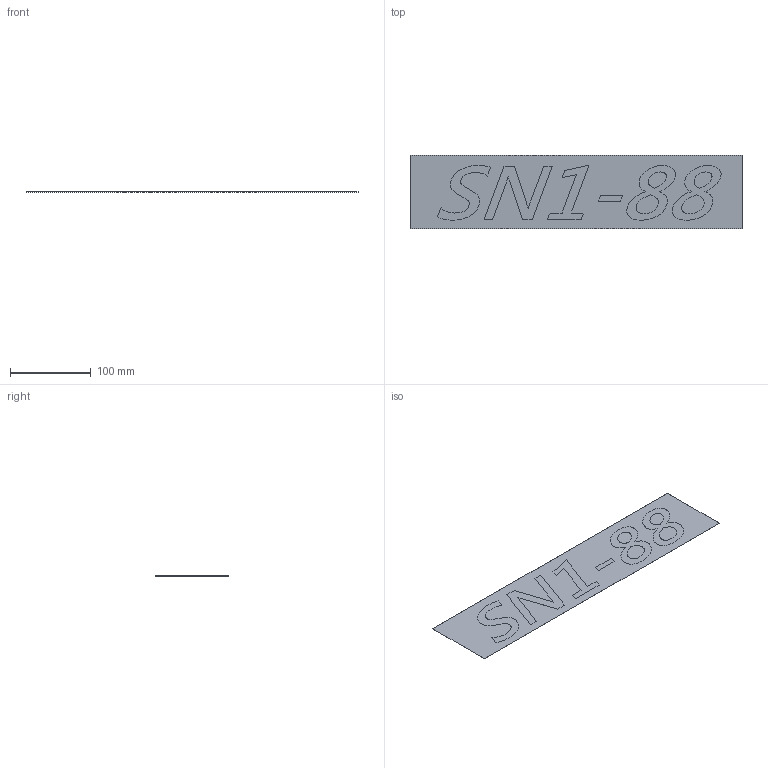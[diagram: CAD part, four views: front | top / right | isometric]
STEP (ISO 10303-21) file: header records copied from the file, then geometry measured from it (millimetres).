
FILE_DESCRIPTION (( 'STEP AP203' ), '1' );
FILE_NAME ('392N41S01-型式貼紙.STEP', '2023-10-02T08:48:20', ( '' ), ( '' ), 'SwSTEP 2.0', 'SolidWorks 2018', '' );
FILE_SCHEMA (( 'CONFIG_CONTROL_DESIGN' ));
Length unit declared in the file: millimetre
Products named in the file (1): 392N41S01-型式貼紙
Bounding box: 410 x 90.6 x 0.1 mm (x, y, z)
Volume: 3551 mm3; surface area: 74427.9 mm2
Topology: 1 solids, 1 shells, 95 faces, 249 edges, 166 vertices
Faces by surface type: bspline 48, plane 47
Entity records: 5660 total; most frequent: CARTESIAN_POINT 3567, ORIENTED_EDGE 498, DIRECTION 249, EDGE_CURVE 249, VERTEX_POINT 166, VECTOR 153, LINE 153, EDGE_LOOP 105
